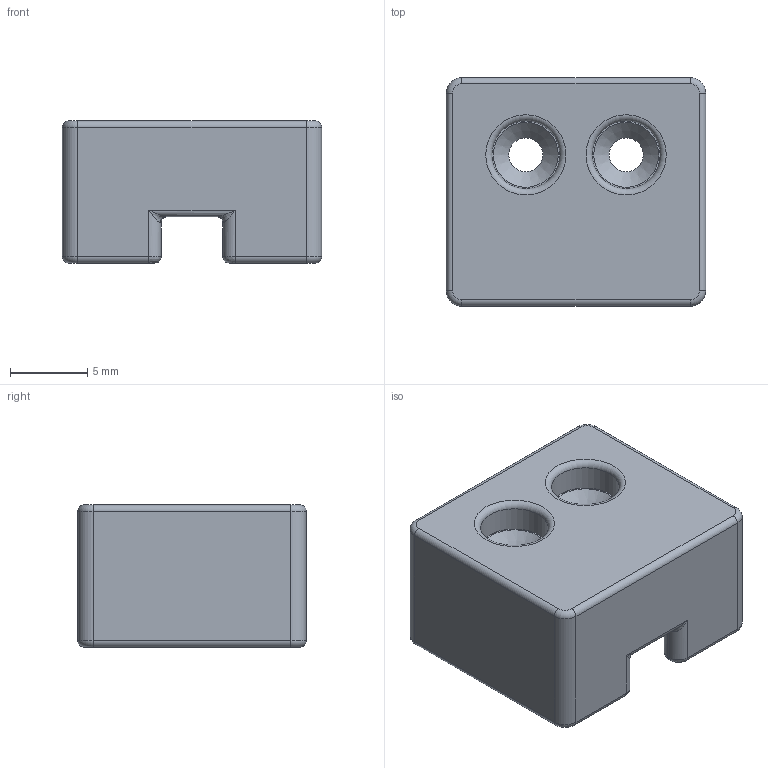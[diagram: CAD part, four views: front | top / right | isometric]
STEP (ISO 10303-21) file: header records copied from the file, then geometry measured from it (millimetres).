
FILE_DESCRIPTION(/* description */ (''),/* implementation_level */ '2;1');
FILE_NAME(/* name */ 'B-Endstop_Switch_Cover_4-T.stp',/* time_stamp */ '2020-10-15T13:38:28-07:00',/* author */ (''),/* organization */ (''),/* preprocessor_version */ 'ST-DEVELOPER v18.1',/* originating_system */ 'Autodesk Translation Framework v9.3.0.1241',/* authorisation */ '');
FILE_SCHEMA (('AUTOMOTIVE_DESIGN { 1 0 10303 214 3 1 1 }'));
Length unit declared in the file: millimetre
Products named in the file (1): FusionComponent
Bounding box: 16.8 x 14.8 x 9.2 mm (x, y, z)
Volume: 1174.9 mm3; surface area: 1198.3 mm2
Topology: 1 solids, 1 shells, 88 faces, 202 edges, 112 vertices
Faces by surface type: cylinder 36, torus 20, plane 16, bspline 14, cone 2
Full cylindrical faces by diameter (mm): 4.4 x2
Entity records: 2748 total; most frequent: CARTESIAN_POINT 747, DIRECTION 446, ORIENTED_EDGE 392, EDGE_CURVE 196, AXIS2_PLACEMENT_3D 187, CIRCLE 112, VERTEX_POINT 112, EDGE_LOOP 94
